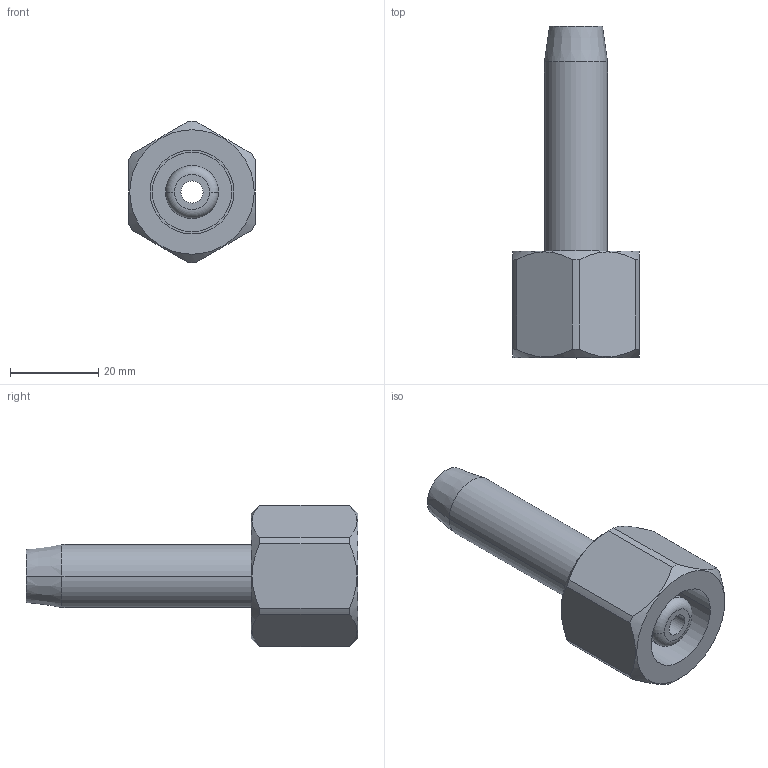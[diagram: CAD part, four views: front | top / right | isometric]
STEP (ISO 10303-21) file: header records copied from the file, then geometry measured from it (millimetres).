
FILE_DESCRIPTION((''),'2;1');
FILE_NAME('MCNN-0277-SA','2023-02-22T09:50:22',('DLachman'),('MATHESON TRI-GAS'),'CREO PARAMETRIC BY PTC INC, 2022281','CREO PARAMETRIC BY PTC INC, 2022281','');
FILE_SCHEMA(('CONFIG_CONTROL_DESIGN'));
Length unit declared in the file: inch
Products named in the file (1): MCNN-0277-SA
Bounding box: 28.57 x 75.2 x 32.1 mm (x, y, z)
Volume: 20805.8 mm3; surface area: 9384.5 mm2
Topology: 1 solids, 1 shells, 39 faces, 92 edges, 60 vertices
Faces by surface type: cylinder 18, plane 13, cone 6, torus 2
Entity records: 1297 total; most frequent: CARTESIAN_POINT 336, DIRECTION 200, ORIENTED_EDGE 184, EDGE_CURVE 92, AXIS2_PLACEMENT_3D 85, VERTEX_POINT 60, EDGE_LOOP 46, CIRCLE 46
